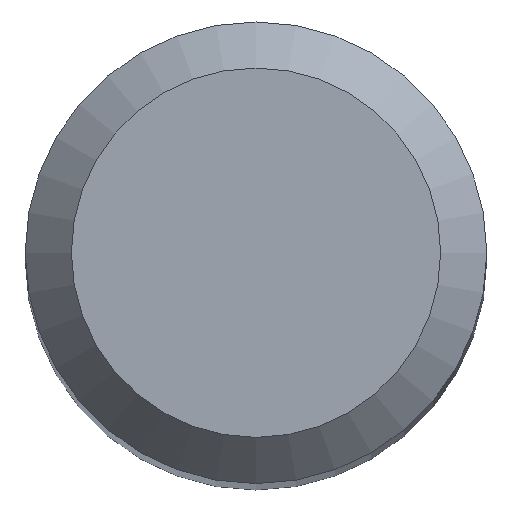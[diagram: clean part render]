
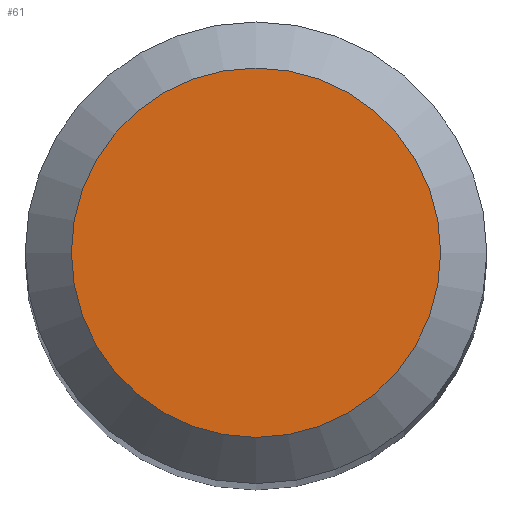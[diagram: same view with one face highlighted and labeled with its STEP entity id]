
A CAD part, top view. The second image highlights one B-rep face of the part: STEP entity #61.
In plain terms, the highlighted planar face has unit normal (0, 0, 1).
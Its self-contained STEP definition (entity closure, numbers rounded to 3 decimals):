
#10 = FACE_OUTER_BOUND ( 'NONE', #236, .T. ) ;
#11 = CARTESIAN_POINT ( 'NONE',  ( 0., 1.2, 38. ) ) ;
#61 = ADVANCED_FACE ( 'NONE', ( #10 ), #87, .F. ) ;
#70 = AXIS2_PLACEMENT_3D ( 'NONE', #93, #256, #181 ) ;
#73 = AXIS2_PLACEMENT_3D ( 'NONE', #233, #280, #86 ) ;
#86 = DIRECTION ( 'NONE',  ( 0., 1., 0. ) ) ;
#87 = PLANE ( 'NONE',  #70 ) ;
#93 = CARTESIAN_POINT ( 'NONE',  ( 0., 0., 38. ) ) ;
#111 = VERTEX_POINT ( 'NONE', #11 ) ;
#127 = CIRCLE ( 'NONE', #73, 1.2 ) ;
#132 = ORIENTED_EDGE ( 'NONE', *, *, #154, .F. ) ;
#154 = EDGE_CURVE ( 'NONE', #111, #111, #127, .T. ) ;
#181 = DIRECTION ( 'NONE',  ( 0., 1., 0. ) ) ;
#233 = CARTESIAN_POINT ( 'NONE',  ( 0., 0., 38. ) ) ;
#236 = EDGE_LOOP ( 'NONE', ( #132 ) ) ;
#256 = DIRECTION ( 'NONE',  ( 0., 0., -1. ) ) ;
#280 = DIRECTION ( 'NONE',  ( 0., 0., -1. ) ) ;
